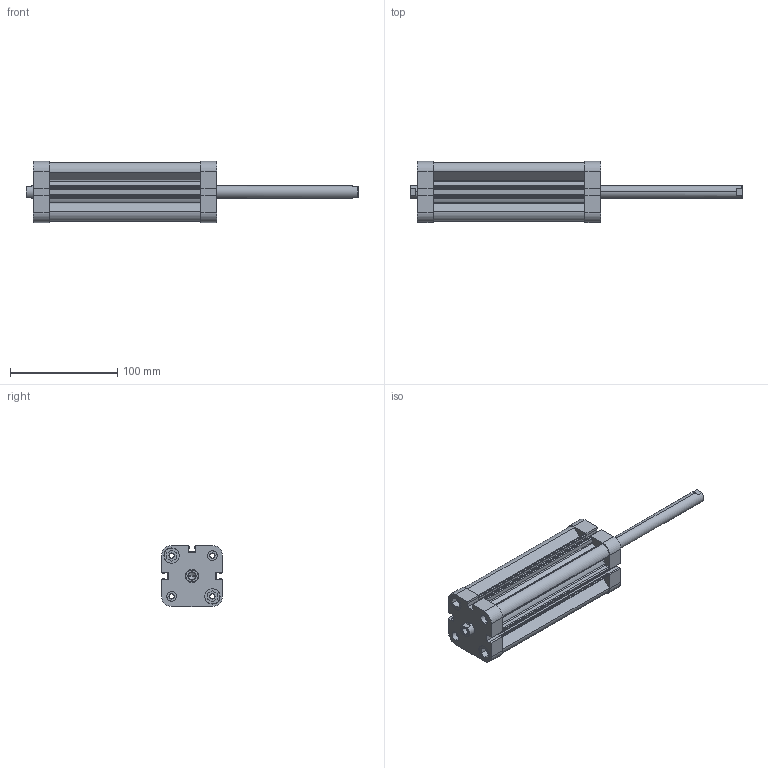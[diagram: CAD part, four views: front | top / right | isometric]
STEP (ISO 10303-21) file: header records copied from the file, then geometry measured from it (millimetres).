
FILE_DESCRIPTION (( 'STEP AP214' ), '1' );
FILE_NAME ('KCD-40-125-CYLINDER.STEP', '2013-07-24T12:04:44', ( '' ), ( '' ), 'SwSTEP 2.0', 'SolidWorks 2010', '' );
FILE_SCHEMA (( 'AUTOMOTIVE_DESIGN' ));
Length unit declared in the file: millimetre
Products named in the file (4): KCD  40  烰 KAPAK; KCD 40  BORU_Varsayýlan; KCD  40  M尳; KCD-40-125-CYLINDER
Assembly tree (4 placements, depth 2):
  KCD-40-125-CYLINDER
    KCD  40  烰 KAPAK  x2
    KCD 40  BORU_Varsayýlan
    KCD  40  M尳
Bounding box: 310 x 57 x 57 mm (x, y, z)
Volume: 252183.9 mm3; surface area: 119963.2 mm2
Topology: 4 solids, 4 shells, 326 faces, 872 edges, 574 vertices
Faces by surface type: plane 170, cylinder 136, cone 20
Entity records: 7962 total; most frequent: CARTESIAN_POINT 1375, DIRECTION 1352, ORIENTED_EDGE 1300, EDGE_CURVE 650, AXIS2_PLACEMENT_3D 471, VERTEX_POINT 430, LINE 410, VECTOR 410
